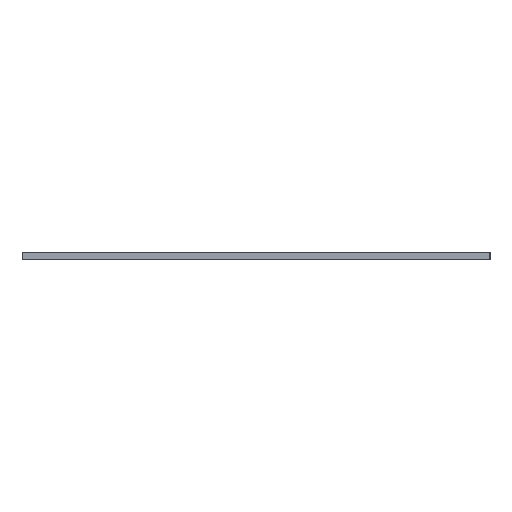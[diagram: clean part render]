
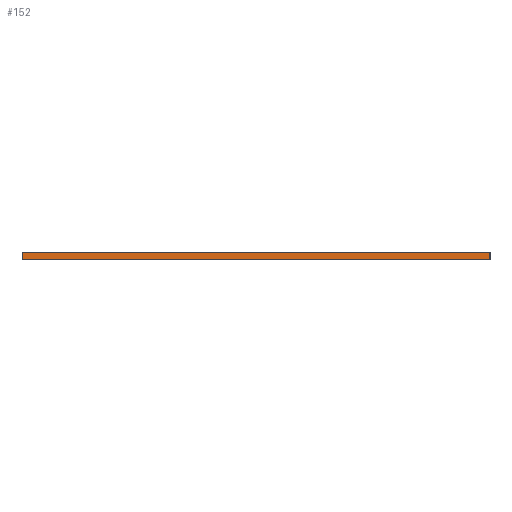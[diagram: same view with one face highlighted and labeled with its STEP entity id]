
A CAD part, left-side view. The second image highlights one B-rep face of the part: STEP entity #152.
In plain terms, the highlighted planar face has unit normal (-1, 0, 0).
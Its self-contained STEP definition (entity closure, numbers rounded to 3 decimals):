
#127 = VERTEX_POINT('',#128);
#128 = CARTESIAN_POINT('',(-111.988,-49.987,1.6)
  );
#134 = EDGE_CURVE('',#135,#127,#137,.T.);
#135 = VERTEX_POINT('',#136);
#136 = CARTESIAN_POINT('',(-111.988,-49.987,0.));
#137 = LINE('',#138,#139);
#138 = CARTESIAN_POINT('',(-111.988,-49.987,0.));
#139 = VECTOR('',#140,1.);
#140 = DIRECTION('',(0.,0.,1.));
#152 = ADVANCED_FACE('',(#153),#178,.T.);
#153 = FACE_BOUND('',#154,.T.);
#154 = EDGE_LOOP('',(#155,#156,#164,#172));
#155 = ORIENTED_EDGE('',*,*,#134,.T.);
#156 = ORIENTED_EDGE('',*,*,#157,.T.);
#157 = EDGE_CURVE('',#127,#158,#160,.T.);
#158 = VERTEX_POINT('',#159);
#159 = CARTESIAN_POINT('',(-111.988,49.987,1.6
    ));
#160 = LINE('',#161,#162);
#161 = CARTESIAN_POINT('',(-111.988,-49.987,1.6)
  );
#162 = VECTOR('',#163,1.);
#163 = DIRECTION('',(0.,1.,0.));
#164 = ORIENTED_EDGE('',*,*,#165,.F.);
#165 = EDGE_CURVE('',#166,#158,#168,.T.);
#166 = VERTEX_POINT('',#167);
#167 = CARTESIAN_POINT('',(-111.988,49.987,0.));
#168 = LINE('',#169,#170);
#169 = CARTESIAN_POINT('',(-111.988,49.987,0.));
#170 = VECTOR('',#171,1.);
#171 = DIRECTION('',(0.,0.,1.));
#172 = ORIENTED_EDGE('',*,*,#173,.F.);
#173 = EDGE_CURVE('',#135,#166,#174,.T.);
#174 = LINE('',#175,#176);
#175 = CARTESIAN_POINT('',(-111.988,-49.987,0.));
#176 = VECTOR('',#177,1.);
#177 = DIRECTION('',(0.,1.,0.));
#178 = PLANE('',#179);
#179 = AXIS2_PLACEMENT_3D('',#180,#181,#182);
#180 = CARTESIAN_POINT('',(-111.988,-49.987,0.));
#181 = DIRECTION('',(-1.,0.,0.));
#182 = DIRECTION('',(0.,1.,0.));
